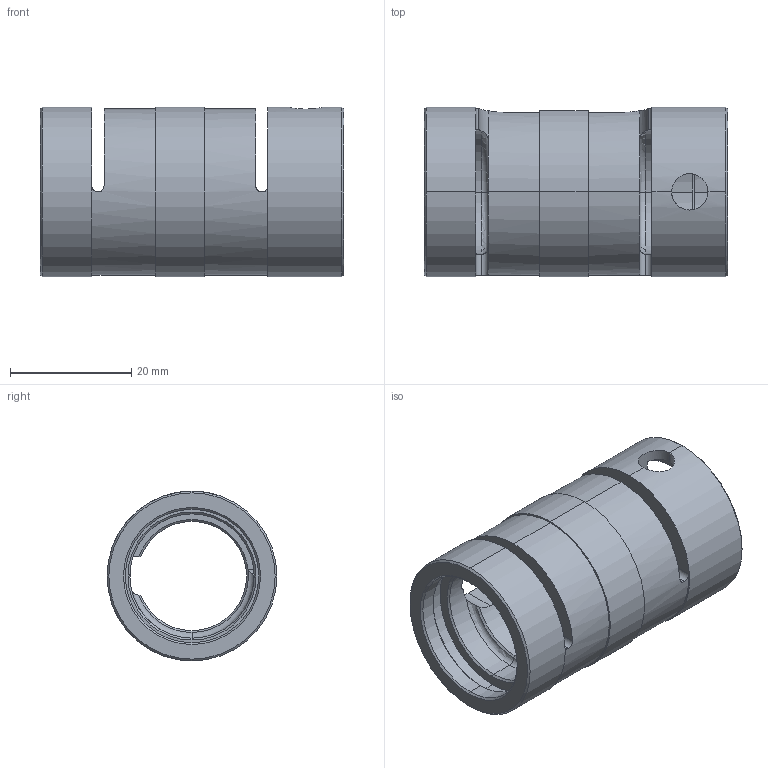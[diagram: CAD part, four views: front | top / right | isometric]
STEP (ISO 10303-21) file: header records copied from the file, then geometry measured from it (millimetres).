
FILE_DESCRIPTION(('HOOPS Exchange Step'),'2;1');
FILE_NAME('export-9A0C6063-94F3-4114-9B94-F83AF91261B6.stp','2024-08-13T09:29:41+02:00',('Engineering'),('Alibre'),'HOOPS Exchange 2023.0','Alibre','Unknown authorisation');
FILE_SCHEMA( ('AP242_MANAGED_MODEL_BASED_3D_ENGINEERING_MIM_LF {1 0 10303 442 1 1 4 }') );
Length unit declared in the file: millimetre
Products named in the file (1): 820 16mm Ballnut Variant 3 pitch 2,5mm (213503)
Bounding box: 50 x 28 x 28 mm (x, y, z)
Volume: 13089.7 mm3; surface area: 8544.3 mm2
Topology: 1 solids, 1 shells, 80 faces, 202 edges, 125 vertices
Faces by surface type: cylinder 40, cone 22, plane 14, torus 4
Entity records: 2755 total; most frequent: CARTESIAN_POINT 787, DIRECTION 416, ORIENTED_EDGE 404, EDGE_CURVE 202, AXIS2_PLACEMENT_3D 170, VERTEX_POINT 125, CIRCLE 88, EDGE_LOOP 87
